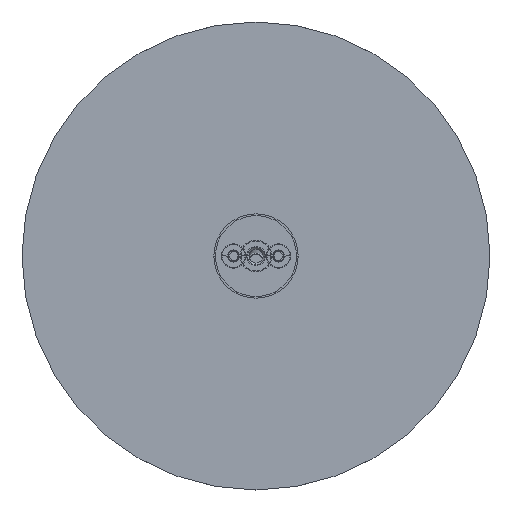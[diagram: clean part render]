
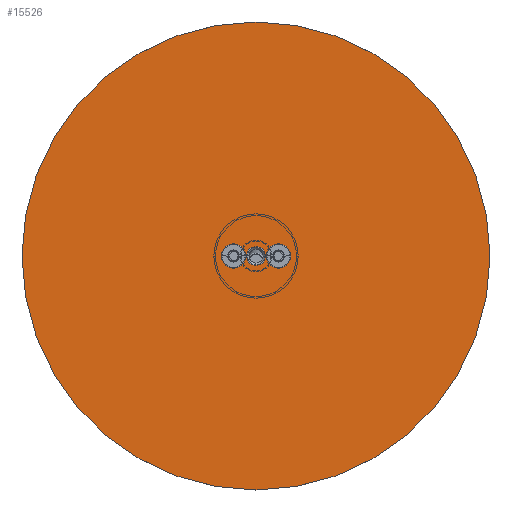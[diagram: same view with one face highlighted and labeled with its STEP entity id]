
A CAD part, top view. The second image highlights one B-rep face of the part: STEP entity #15526.
In plain terms, the highlighted planar face has unit normal (0, 0, 1).
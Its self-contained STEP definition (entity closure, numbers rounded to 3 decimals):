
#165 = CARTESIAN_POINT ( 'NONE',  ( 12., 0., 4. ) ) ;
#215 = DIRECTION ( 'NONE',  ( 1., 0., 0. ) ) ;
#386 = DIRECTION ( 'NONE',  ( 0., 0., -1. ) ) ;
#584 = FACE_BOUND ( 'NONE', #1888, .T. ) ;
#1186 = DIRECTION ( 'NONE',  ( 1., 0., 0. ) ) ;
#1616 = EDGE_LOOP ( 'NONE', ( #7304, #8994 ) ) ;
#1640 = DIRECTION ( 'NONE',  ( 1., 0., 0. ) ) ;
#1759 = VERTEX_POINT ( 'NONE', #19474 ) ;
#1887 = AXIS2_PLACEMENT_3D ( 'NONE', #9585, #13278, #215 ) ;
#1888 = EDGE_LOOP ( 'NONE', ( #10515, #19594 ) ) ;
#2674 = CIRCLE ( 'NONE', #6995, 6.1 ) ;
#2755 = AXIS2_PLACEMENT_3D ( 'NONE', #12451, #5034, #1186 ) ;
#3692 = DIRECTION ( 'NONE',  ( 1., 0., 0. ) ) ;
#3885 = ORIENTED_EDGE ( 'NONE', *, *, #22505, .T. ) ;
#3913 = AXIS2_PLACEMENT_3D ( 'NONE', #9055, #5252, #1640 ) ;
#4465 = CARTESIAN_POINT ( 'NONE',  ( 5., 0., 4. ) ) ;
#4752 = DIRECTION ( 'NONE',  ( 1., 0., 0. ) ) ;
#5034 = DIRECTION ( 'NONE',  ( 0., 0., 1. ) ) ;
#5174 = PLANE ( 'NONE',  #3913 ) ;
#5252 = DIRECTION ( 'NONE',  ( 0., 0., 1. ) ) ;
#6220 = DIRECTION ( 'NONE',  ( 1., 0., 0. ) ) ;
#6314 = CARTESIAN_POINT ( 'NONE',  ( 125., 0., 4. ) ) ;
#6494 = CARTESIAN_POINT ( 'NONE',  ( -12., 0., 4. ) ) ;
#6866 = CIRCLE ( 'NONE', #14148, 6.1 ) ;
#6995 = AXIS2_PLACEMENT_3D ( 'NONE', #12763, #14893, #20255 ) ;
#7304 = ORIENTED_EDGE ( 'NONE', *, *, #7943, .F. ) ;
#7658 = VERTEX_POINT ( 'NONE', #11328 ) ;
#7943 = EDGE_CURVE ( 'NONE', #8423, #9041, #13597, .T. ) ;
#8423 = VERTEX_POINT ( 'NONE', #9207 ) ;
#8699 = DIRECTION ( 'NONE',  ( 0., 0., 1. ) ) ;
#8994 = ORIENTED_EDGE ( 'NONE', *, *, #17613, .F. ) ;
#9041 = VERTEX_POINT ( 'NONE', #4465 ) ;
#9055 = CARTESIAN_POINT ( 'NONE',  ( 0., 0., 4. ) ) ;
#9207 = CARTESIAN_POINT ( 'NONE',  ( -5., 0., 4. ) ) ;
#9554 = EDGE_LOOP ( 'NONE', ( #16078, #18083 ) ) ;
#9585 = CARTESIAN_POINT ( 'NONE',  ( 0., 0., 4. ) ) ;
#9715 = VERTEX_POINT ( 'NONE', #6314 ) ;
#10030 = DIRECTION ( 'NONE',  ( 0., 0., 1. ) ) ;
#10515 = ORIENTED_EDGE ( 'NONE', *, *, #14565, .T. ) ;
#10890 = VERTEX_POINT ( 'NONE', #14318 ) ;
#11328 = CARTESIAN_POINT ( 'NONE',  ( -5.9, 0., 4. ) ) ;
#11790 = VERTEX_POINT ( 'NONE', #21941 ) ;
#11980 = DIRECTION ( 'NONE',  ( 1., 0., 0. ) ) ;
#12451 = CARTESIAN_POINT ( 'NONE',  ( 0., 0., 4. ) ) ;
#12763 = CARTESIAN_POINT ( 'NONE',  ( -12., 0., 4. ) ) ;
#12991 = CIRCLE ( 'NONE', #21652, 125. ) ;
#13214 = EDGE_LOOP ( 'NONE', ( #3885, #20325 ) ) ;
#13278 = DIRECTION ( 'NONE',  ( 0., 0., 1. ) ) ;
#13313 = DIRECTION ( 'NONE',  ( 0., 0., -1. ) ) ;
#13528 = FACE_BOUND ( 'NONE', #13214, .T. ) ;
#13597 = CIRCLE ( 'NONE', #13892, 5. ) ;
#13892 = AXIS2_PLACEMENT_3D ( 'NONE', #21352, #10030, #6220 ) ;
#14001 = AXIS2_PLACEMENT_3D ( 'NONE', #165, #13313, #3692 ) ;
#14148 = AXIS2_PLACEMENT_3D ( 'NONE', #17659, #386, #11980 ) ;
#14318 = CARTESIAN_POINT ( 'NONE',  ( 18.1, 0., 4. ) ) ;
#14565 = EDGE_CURVE ( 'NONE', #10890, #1759, #6866, .T. ) ;
#14893 = DIRECTION ( 'NONE',  ( 0., 0., -1. ) ) ;
#15526 = ADVANCED_FACE ( 'NONE', ( #584, #13528, #21174, #20589 ), #5174, .T. ) ;
#15675 = EDGE_CURVE ( 'NONE', #1759, #10890, #23508, .T. ) ;
#16023 = CARTESIAN_POINT ( 'NONE',  ( 0., 0., 4. ) ) ;
#16078 = ORIENTED_EDGE ( 'NONE', *, *, #22438, .T. ) ;
#17613 = EDGE_CURVE ( 'NONE', #9041, #8423, #17860, .T. ) ;
#17659 = CARTESIAN_POINT ( 'NONE',  ( 12., 0., 4. ) ) ;
#17860 = CIRCLE ( 'NONE', #1887, 5. ) ;
#18083 = ORIENTED_EDGE ( 'NONE', *, *, #21688, .T. ) ;
#18656 = EDGE_CURVE ( 'NONE', #11790, #7658, #18987, .T. ) ;
#18987 = CIRCLE ( 'NONE', #19891, 6.1 ) ;
#19282 = VERTEX_POINT ( 'NONE', #22310 ) ;
#19474 = CARTESIAN_POINT ( 'NONE',  ( 5.9, 0., 4. ) ) ;
#19594 = ORIENTED_EDGE ( 'NONE', *, *, #15675, .T. ) ;
#19685 = DIRECTION ( 'NONE',  ( 0., 0., -1. ) ) ;
#19891 = AXIS2_PLACEMENT_3D ( 'NONE', #6494, #19685, #21543 ) ;
#20255 = DIRECTION ( 'NONE',  ( 1., 0., 0. ) ) ;
#20325 = ORIENTED_EDGE ( 'NONE', *, *, #18656, .T. ) ;
#20589 = FACE_BOUND ( 'NONE', #1616, .T. ) ;
#20916 = CIRCLE ( 'NONE', #2755, 125. ) ;
#21174 = FACE_OUTER_BOUND ( 'NONE', #9554, .T. ) ;
#21352 = CARTESIAN_POINT ( 'NONE',  ( 0., 0., 4. ) ) ;
#21543 = DIRECTION ( 'NONE',  ( 1., 0., 0. ) ) ;
#21652 = AXIS2_PLACEMENT_3D ( 'NONE', #16023, #8699, #4752 ) ;
#21688 = EDGE_CURVE ( 'NONE', #9715, #19282, #12991, .T. ) ;
#21941 = CARTESIAN_POINT ( 'NONE',  ( -18.1, 0., 4. ) ) ;
#22310 = CARTESIAN_POINT ( 'NONE',  ( -125., 0., 4. ) ) ;
#22438 = EDGE_CURVE ( 'NONE', #19282, #9715, #20916, .T. ) ;
#22505 = EDGE_CURVE ( 'NONE', #7658, #11790, #2674, .T. ) ;
#23508 = CIRCLE ( 'NONE', #14001, 6.1 ) ;
